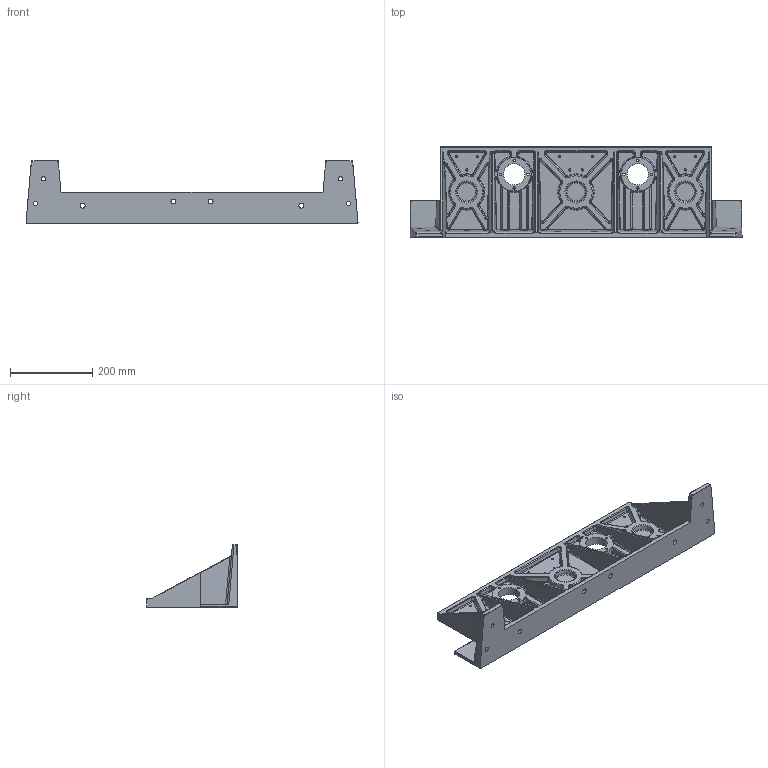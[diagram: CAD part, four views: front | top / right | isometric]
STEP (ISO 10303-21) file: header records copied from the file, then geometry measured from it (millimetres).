
FILE_DESCRIPTION(/* description */ (''),/* implementation_level */ '2;1');
FILE_NAME(/* name */ 'Machined-BearingMountPlate_Cast.stp',/* time_stamp */ '2026-03-19T14:05:46+08:00',/* author */ ('User'),/* organization */ (''),/* preprocessor_version */ 'ST-DEVELOPER v20.1',/* originating_system */ 'Autodesk Inventor 2026',/* authorisation */ '');
FILE_SCHEMA (('AUTOMOTIVE_DESIGN { 1 0 10303 214 3 1 1 }'));
Products named in the file (1): BearingMountPlate_Cast_PP-01
Bounding box: 805.62 x 220 x 152 mm (x, y, z)
Volume: 3563280.5 mm3; surface area: 603789.3 mm2
Topology: 1 solids, 1 shells, 926 faces, 2284 edges, 1326 vertices
Faces by surface type: bspline 392, cylinder 303, plane 126, torus 56, cone 49
Full cylindrical faces by diameter (mm): 4.134 x10, 5.8 x8, 10.5 x4, 12 x4, 52 x2
Entity records: 53849 total; most frequent: CARTESIAN_POINT 33787, ORIENTED_EDGE 4468, DIRECTION 3764, EDGE_CURVE 2234, AXIS2_PLACEMENT_3D 1583, VERTEX_POINT 1326, EDGE_LOOP 978, FACE_OUTER_BOUND 926
